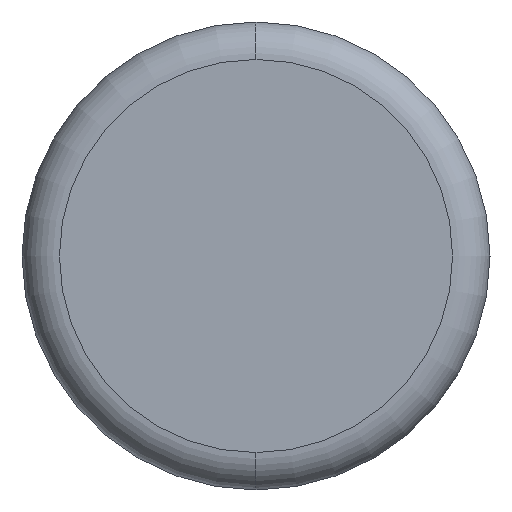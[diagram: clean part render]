
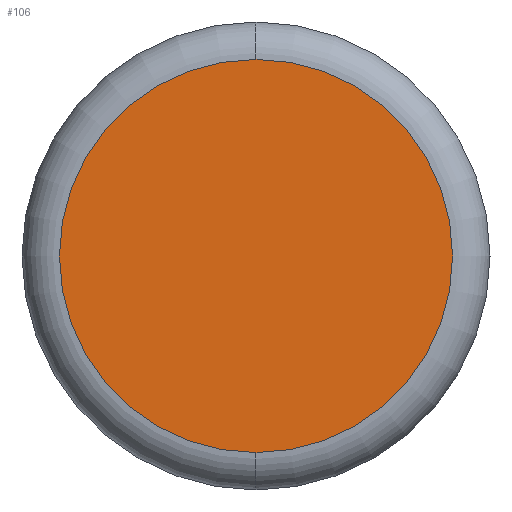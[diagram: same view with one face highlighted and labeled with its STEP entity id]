
A CAD part, front view. The second image highlights one B-rep face of the part: STEP entity #106.
In plain terms, the highlighted planar face has unit normal (0, -1, 0).
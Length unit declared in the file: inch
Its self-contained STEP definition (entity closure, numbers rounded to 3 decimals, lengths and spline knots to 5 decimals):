
#64 = VERTEX_POINT ( 'NONE', #132 ) ;
#75 = DIRECTION ( 'NONE',  ( 0., 0., -1. ) ) ;
#80 = CIRCLE ( 'NONE', #130, 0.0525 ) ;
#90 = PLANE ( 'NONE',  #238 ) ;
#106 = ADVANCED_FACE ( 'NONE', ( #379 ), #90, .T. ) ;
#127 = DIRECTION ( 'NONE',  ( 0., 0., -1. ) ) ;
#130 = AXIS2_PLACEMENT_3D ( 'NONE', #369, #196, #75 ) ;
#132 = CARTESIAN_POINT ( 'NONE',  ( 0., 0., 0.0525 ) ) ;
#158 = DIRECTION ( 'NONE',  ( 0., -1., 0. ) ) ;
#164 = CIRCLE ( 'NONE', #478, 0.0525 ) ;
#196 = DIRECTION ( 'NONE',  ( 0., -1., 0. ) ) ;
#219 = EDGE_CURVE ( 'NONE', #64, #471, #164, .T. ) ;
#227 = CARTESIAN_POINT ( 'NONE',  ( 0., 0., -0.0525 ) ) ;
#228 = EDGE_LOOP ( 'NONE', ( #292, #305 ) ) ;
#233 = EDGE_CURVE ( 'NONE', #471, #64, #80, .T. ) ;
#235 = CARTESIAN_POINT ( 'NONE',  ( 0., 0., 0. ) ) ;
#238 = AXIS2_PLACEMENT_3D ( 'NONE', #519, #510, #127 ) ;
#292 = ORIENTED_EDGE ( 'NONE', *, *, #233, .T. ) ;
#305 = ORIENTED_EDGE ( 'NONE', *, *, #219, .T. ) ;
#369 = CARTESIAN_POINT ( 'NONE',  ( 0., 0., 0. ) ) ;
#379 = FACE_OUTER_BOUND ( 'NONE', #228, .T. ) ;
#460 = DIRECTION ( 'NONE',  ( 0., 0., -1. ) ) ;
#471 = VERTEX_POINT ( 'NONE', #227 ) ;
#478 = AXIS2_PLACEMENT_3D ( 'NONE', #235, #158, #460 ) ;
#510 = DIRECTION ( 'NONE',  ( 0., -1., 0. ) ) ;
#519 = CARTESIAN_POINT ( 'NONE',  ( 0., 0., 0. ) ) ;
